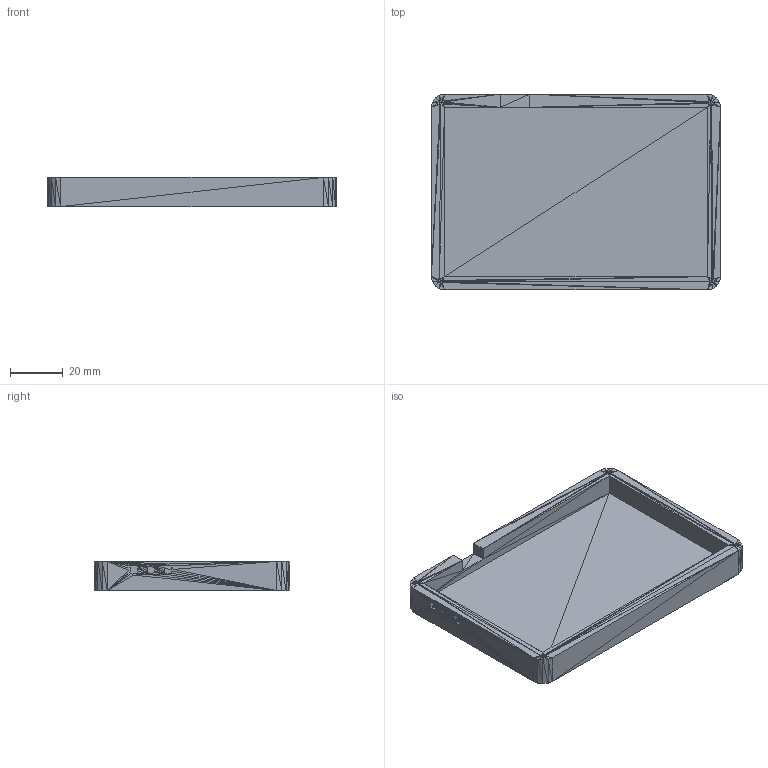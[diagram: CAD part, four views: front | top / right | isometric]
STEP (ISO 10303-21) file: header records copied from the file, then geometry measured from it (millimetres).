
FILE_DESCRIPTION(/* description */ (''),/* implementation_level */ '2;1');
FILE_NAME(/* name */ 'RM.pad - Bottom.step',/* time_stamp */ '2026-02-08T10:24:26-06:00',/* author */ (''),/* organization */ (''),/* preprocessor_version */ 'ST-DEVELOPER v20.1',/* originating_system */ 'Autodesk Translation Framework v14.24.0.0',/* authorisation */ '');
FILE_SCHEMA (('AUTOMOTIVE_DESIGN { 1 0 10303 214 3 1 1 }'));
Length unit declared in the file: millimetre
Products named in the file (1): 2026-02-08-10-06-48-140
Bounding box: 109.23 x 73.94 x 11 mm (x, y, z)
Volume: 37394.4 mm3; surface area: 22844 mm2
Topology: 1 solids, 1 shells, 652 faces, 978 edges, 322 vertices
Faces by surface type: plane 652
Entity records: 12747 total; most frequent: DIRECTION 2284, ORIENTED_EDGE 1956, CARTESIAN_POINT 1953, LINE 978, VECTOR 978, EDGE_CURVE 978, AXIS2_PLACEMENT_3D 653, FACE_OUTER_BOUND 652
